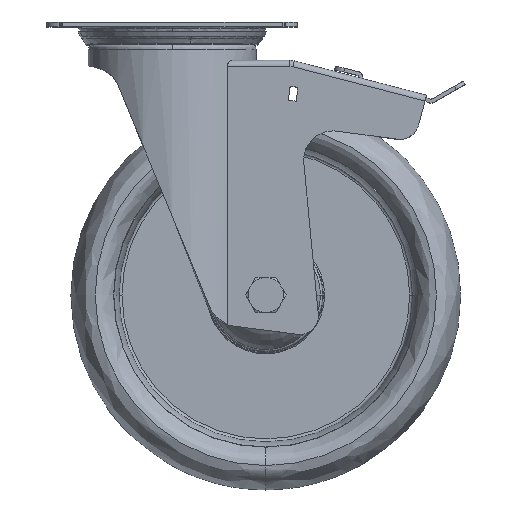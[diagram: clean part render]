
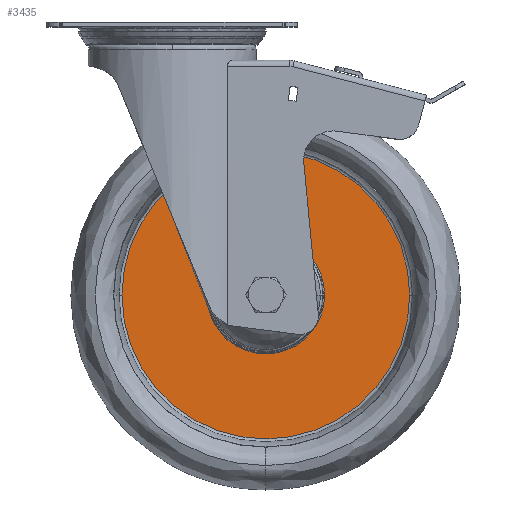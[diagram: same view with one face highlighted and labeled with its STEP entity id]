
A CAD part, top view. The second image highlights one B-rep face of the part: STEP entity #3435.
In plain terms, the highlighted planar face has unit normal (0, 0, 1).
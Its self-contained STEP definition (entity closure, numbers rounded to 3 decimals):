
#327 = FACE_BOUND ( 'NONE', #16620, .T. ) ;
#506 = DIRECTION ( 'NONE',  ( 0., 0., 1. ) ) ;
#811 = DIRECTION ( 'NONE',  ( 0., 0., -1. ) ) ;
#850 = VERTEX_POINT ( 'NONE', #3569 ) ;
#2173 = CARTESIAN_POINT ( 'NONE',  ( 38.777, -132.192, -61.75 ) ) ;
#2504 = CIRCLE ( 'NONE', #7678, 30.173 ) ;
#3435 = ADVANCED_FACE ( 'NONE', ( #18875, #327 ), #12270, .T. ) ;
#3497 = ORIENTED_EDGE ( 'NONE', *, *, #6440, .F. ) ;
#3569 = CARTESIAN_POINT ( 'NONE',  ( -35.037, -132.192, -61.75 ) ) ;
#4243 = CARTESIAN_POINT ( 'NONE',  ( 38.777, -132.192, -61.75 ) ) ;
#4471 = CIRCLE ( 'NONE', #17355, 30.173 ) ;
#4916 = CARTESIAN_POINT ( 'NONE',  ( 38.777, -132.192, -61.75 ) ) ;
#5526 = ORIENTED_EDGE ( 'NONE', *, *, #9813, .F. ) ;
#5800 = EDGE_CURVE ( 'NONE', #33597, #14808, #4471, .T. ) ;
#5894 = CIRCLE ( 'NONE', #23245, 73.814 ) ;
#6440 = EDGE_CURVE ( 'NONE', #850, #25170, #18040, .T. ) ;
#7678 = AXIS2_PLACEMENT_3D ( 'NONE', #8130, #35562, #13954 ) ;
#8130 = CARTESIAN_POINT ( 'NONE',  ( 38.777, -132.192, -61.75 ) ) ;
#8467 = DIRECTION ( 'NONE',  ( 0., 0., 1. ) ) ;
#9813 = EDGE_CURVE ( 'NONE', #25170, #850, #5894, .T. ) ;
#12270 = PLANE ( 'NONE',  #39313 ) ;
#13954 = DIRECTION ( 'NONE',  ( 1., 0., 0. ) ) ;
#14075 = DIRECTION ( 'NONE',  ( 1., 0., 0. ) ) ;
#14383 = EDGE_CURVE ( 'NONE', #14808, #33597, #2504, .T. ) ;
#14808 = VERTEX_POINT ( 'NONE', #33212 ) ;
#15047 = EDGE_LOOP ( 'NONE', ( #5526, #3497 ) ) ;
#15263 = CARTESIAN_POINT ( 'NONE',  ( 38.777, -57.023, -61.75 ) ) ;
#16620 = EDGE_LOOP ( 'NONE', ( #17057, #30744 ) ) ;
#17057 = ORIENTED_EDGE ( 'NONE', *, *, #14383, .F. ) ;
#17355 = AXIS2_PLACEMENT_3D ( 'NONE', #2173, #8467, #14075 ) ;
#18040 = CIRCLE ( 'NONE', #30300, 73.814 ) ;
#18875 = FACE_OUTER_BOUND ( 'NONE', #15047, .T. ) ;
#22476 = CARTESIAN_POINT ( 'NONE',  ( 112.591, -132.192, -61.75 ) ) ;
#23245 = AXIS2_PLACEMENT_3D ( 'NONE', #4243, #811, #28099 ) ;
#23497 = DIRECTION ( 'NONE',  ( 0., 0., -1. ) ) ;
#25170 = VERTEX_POINT ( 'NONE', #22476 ) ;
#25569 = CARTESIAN_POINT ( 'NONE',  ( 8.604, -132.192, -61.75 ) ) ;
#28099 = DIRECTION ( 'NONE',  ( -1., 0., 0. ) ) ;
#30300 = AXIS2_PLACEMENT_3D ( 'NONE', #4916, #23497, #32174 ) ;
#30744 = ORIENTED_EDGE ( 'NONE', *, *, #5800, .F. ) ;
#32174 = DIRECTION ( 'NONE',  ( -1., 0., 0. ) ) ;
#33212 = CARTESIAN_POINT ( 'NONE',  ( 68.95, -132.192, -61.75 ) ) ;
#33597 = VERTEX_POINT ( 'NONE', #25569 ) ;
#33631 = DIRECTION ( 'NONE',  ( -1., 0., 0. ) ) ;
#35562 = DIRECTION ( 'NONE',  ( 0., 0., 1. ) ) ;
#39313 = AXIS2_PLACEMENT_3D ( 'NONE', #15263, #506, #33631 ) ;
